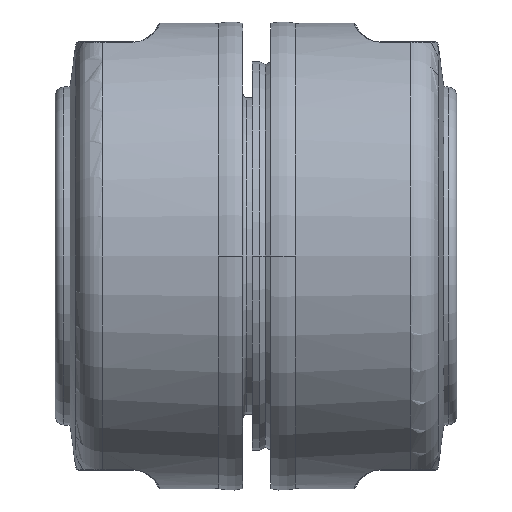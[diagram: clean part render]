
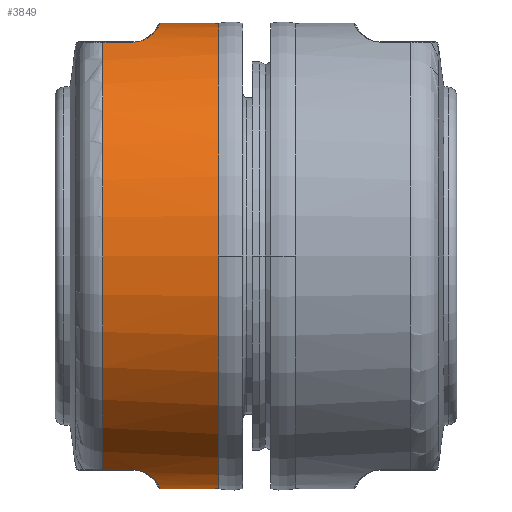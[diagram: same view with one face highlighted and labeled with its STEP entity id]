
A CAD part, left-side view. The second image highlights one B-rep face of the part: STEP entity #3849.
In plain terms, the highlighted cylindrical face has radius 25 mm (diameter 50 mm), a partial arc.
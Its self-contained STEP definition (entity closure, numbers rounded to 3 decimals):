
#763=DIRECTION('',(0.,1.,0.));
#764=VECTOR('',#763,6.285);
#765=CARTESIAN_POINT('',(0.,5.6,25.));
#766=LINE('',#765,#764);
#820=CARTESIAN_POINT('',(0.,5.6,0.));
#821=DIRECTION('',(0.,-1.,0.));
#822=DIRECTION('',(-1.,0.,0.));
#823=AXIS2_PLACEMENT_3D('',#820,#821,#822);
#840=DIRECTION('',(0.,1.,0.));
#841=VECTOR('',#840,6.285);
#842=CARTESIAN_POINT('',(0.,5.6,-25.));
#843=LINE('',#842,#841);
#844=CARTESIAN_POINT('',(0.,11.885,-25.));
#845=CARTESIAN_POINT('',(-0.496,11.885,
-25.));
#846=CARTESIAN_POINT('',(-1.491,11.901,-24.971));
#847=CARTESIAN_POINT('',(-2.987,11.978,-24.836));
#848=CARTESIAN_POINT('',(-3.978,12.064,-24.687));
#849=CARTESIAN_POINT('',(-4.472,12.116,-24.597));
#851=CARTESIAN_POINT('',(-4.472,12.116,-24.597));
#852=CARTESIAN_POINT('',(-4.789,12.149,-24.539));
#853=CARTESIAN_POINT('',(-5.392,12.223,-24.417));
#854=CARTESIAN_POINT('',(-6.197,12.361,-24.224));
#855=CARTESIAN_POINT('',(-6.915,12.525,-24.028));
#856=CARTESIAN_POINT('',(-7.548,12.714,-23.836));
#857=CARTESIAN_POINT('',(-8.102,12.929,-23.653));
#858=CARTESIAN_POINT('',(-8.58,13.168,-23.483));
#859=CARTESIAN_POINT('',(-8.982,13.43,-23.332));
#860=CARTESIAN_POINT('',(-9.308,13.713,-23.203));
#861=CARTESIAN_POINT('',(-9.556,14.01,-23.102));
#862=CARTESIAN_POINT('',(-9.726,14.314,-23.031));
#863=CARTESIAN_POINT('',(-9.818,14.613,-22.992));
#864=CARTESIAN_POINT('',(-9.837,14.797,-22.983));
#865=CARTESIAN_POINT('',(-9.836,14.887,-22.984));
#867=DIRECTION('',(0.,1.,0.));
#868=VECTOR('',#867,3.161);
#869=CARTESIAN_POINT('',(-9.836,14.887,-22.984));
#870=LINE('',#869,#868);
#871=DIRECTION('',(0.,-1.,0.));
#872=VECTOR('',#871,3.161);
#873=CARTESIAN_POINT('',(-9.836,18.048,22.984));
#874=LINE('',#873,#872);
#875=CARTESIAN_POINT('',(-9.836,14.887,22.984));
#876=CARTESIAN_POINT('',(-9.837,14.797,22.983));
#877=CARTESIAN_POINT('',(-9.818,14.613,22.992));
#878=CARTESIAN_POINT('',(-9.725,14.314,23.031));
#879=CARTESIAN_POINT('',(-9.556,14.009,23.102));
#880=CARTESIAN_POINT('',(-9.307,13.711,23.204));
#881=CARTESIAN_POINT('',(-8.98,13.429,23.333));
#882=CARTESIAN_POINT('',(-8.578,13.167,23.484));
#883=CARTESIAN_POINT('',(-8.1,12.928,23.654));
#884=CARTESIAN_POINT('',(-7.546,12.713,23.837));
#885=CARTESIAN_POINT('',(-6.912,12.524,24.029));
#886=CARTESIAN_POINT('',(-6.195,12.36,24.225));
#887=CARTESIAN_POINT('',(-5.389,12.223,24.417));
#888=CARTESIAN_POINT('',(-4.788,12.148,24.539));
#889=CARTESIAN_POINT('',(-4.472,12.115,24.597));
#891=CARTESIAN_POINT('',(-4.472,12.115,24.597));
#892=CARTESIAN_POINT('',(-3.979,12.064,24.687));
#893=CARTESIAN_POINT('',(-2.987,11.978,24.836));
#894=CARTESIAN_POINT('',(-1.491,11.902,24.971));
#895=CARTESIAN_POINT('',(-0.496,11.885,25.));
#896=CARTESIAN_POINT('',(0.,11.885,25.));
#961=CARTESIAN_POINT('',(0.,18.048,0.));
#962=DIRECTION('',(0.,-1.,0.));
#963=DIRECTION('',(-0.393,0.,0.919));
#964=AXIS2_PLACEMENT_3D('',#961,#962,#963);
#990=CARTESIAN_POINT('',(-9.836,18.048,22.984));
#1176=CARTESIAN_POINT('',(0.,5.6,0.));
#1177=DIRECTION('',(0.,-1.,0.));
#1178=DIRECTION('',(0.,0.,1.));
#1179=AXIS2_PLACEMENT_3D('',#1176,#1177,#1178);
#1893=VERTEX_POINT('',#990);
#1895=CARTESIAN_POINT('',(-9.836,18.048,
-22.984));
#1896=VERTEX_POINT('',#1895);
#1914=CARTESIAN_POINT('',(-9.836,14.887,
-22.984));
#1915=VERTEX_POINT('',#1914);
#1918=VERTEX_POINT('',#844);
#1919=VERTEX_POINT('',#849);
#1920=CARTESIAN_POINT('',(-9.836,14.887,22.984));
#1921=VERTEX_POINT('',#1920);
#1922=VERTEX_POINT('',#889);
#1923=VERTEX_POINT('',#896);
#1954=CARTESIAN_POINT('',(-25.,5.6,0.));
#1955=CARTESIAN_POINT('',(0.,5.6,-25.));
#1956=VERTEX_POINT('',#1954);
#1957=VERTEX_POINT('',#1955);
#1960=CARTESIAN_POINT('',(0.,5.6,25.));
#1961=VERTEX_POINT('',#1960);
#3823=CARTESIAN_POINT('',(0.,22.43,0.));
#3824=DIRECTION('',(0.,-1.,0.));
#3825=DIRECTION('',(0.,0.,-1.));
#3826=AXIS2_PLACEMENT_3D('',#3823,#3824,#3825);
#3827=CYLINDRICAL_SURFACE('',#3826,25.);
#3828=ORIENTED_EDGE('',*,*,#3804,.T.);
#3829=ORIENTED_EDGE('',*,*,#3787,.T.);
#3831=ORIENTED_EDGE('',*,*,#3830,.T.);
#3833=ORIENTED_EDGE('',*,*,#3832,.T.);
#3835=ORIENTED_EDGE('',*,*,#3834,.T.);
#3837=ORIENTED_EDGE('',*,*,#3836,.F.);
#3839=ORIENTED_EDGE('',*,*,#3838,.T.);
#3841=ORIENTED_EDGE('',*,*,#3840,.T.);
#3843=ORIENTED_EDGE('',*,*,#3842,.T.);
#3844=ORIENTED_EDGE('',*,*,#3773,.F.);
#3846=ORIENTED_EDGE('',*,*,#3845,.T.);
#3847=EDGE_LOOP('',(#3828,#3829,#3831,#3833,#3835,#3837,#3839,#3841,#3843,#3844,
#3846));
#3848=FACE_OUTER_BOUND('',#3847,.F.);
#3849=ADVANCED_FACE('',(#3848),#3827,.T.);
#824=CIRCLE('',#823,25.);
#850=B_SPLINE_CURVE_WITH_KNOTS('',3,(#844,#845,#846,#847,#848,#849),
.UNSPECIFIED.,.F.,.F.,(4,1,1,4),(0.,0.333,0.667,1.),
.UNSPECIFIED.);
#866=B_SPLINE_CURVE_WITH_KNOTS('',3,(#851,#852,#853,#854,#855,#856,#857,#858,
#859,#860,#861,#862,#863,#864,#865),.UNSPECIFIED.,.F.,.F.,(4,1,1,1,1,1,1,1,1,1,
1,1,4),(0.,0.083,0.167,0.25,0.333,
0.417,0.5,0.583,0.667,0.75,
0.833,0.917,1.),.UNSPECIFIED.);
#890=B_SPLINE_CURVE_WITH_KNOTS('',3,(#875,#876,#877,#878,#879,#880,#881,#882,
#883,#884,#885,#886,#887,#888,#889),.UNSPECIFIED.,.F.,.F.,(4,1,1,1,1,1,1,1,1,1,
1,1,4),(0.,0.083,0.167,0.25,0.333,
0.417,0.5,0.583,0.667,0.75,
0.833,0.917,1.),.UNSPECIFIED.);
#897=B_SPLINE_CURVE_WITH_KNOTS('',3,(#891,#892,#893,#894,#895,#896),
.UNSPECIFIED.,.F.,.F.,(4,1,1,4),(0.,0.333,0.667,1.),
.UNSPECIFIED.);
#965=CIRCLE('',#964,25.);
#1180=CIRCLE('',#1179,25.);
#3773=EDGE_CURVE('',#1961,#1923,#766,.T.);
#3787=EDGE_CURVE('',#1957,#1918,#843,.T.);
#3804=EDGE_CURVE('',#1956,#1957,#824,.T.);
#3830=EDGE_CURVE('',#1918,#1919,#850,.T.);
#3832=EDGE_CURVE('',#1919,#1915,#866,.T.);
#3834=EDGE_CURVE('',#1915,#1896,#870,.T.);
#3836=EDGE_CURVE('',#1893,#1896,#965,.T.);
#3838=EDGE_CURVE('',#1893,#1921,#874,.T.);
#3840=EDGE_CURVE('',#1921,#1922,#890,.T.);
#3842=EDGE_CURVE('',#1922,#1923,#897,.T.);
#3845=EDGE_CURVE('',#1961,#1956,#1180,.T.);
